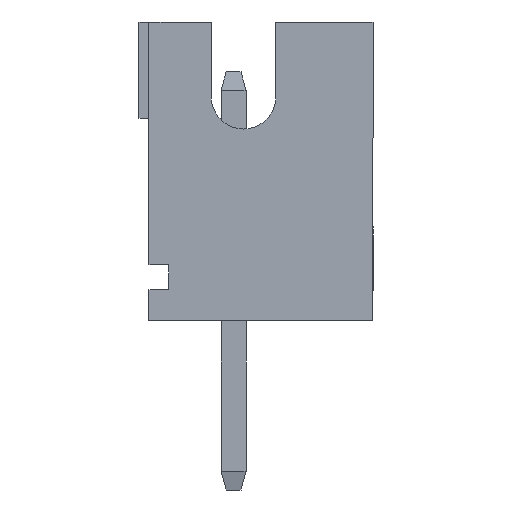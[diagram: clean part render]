
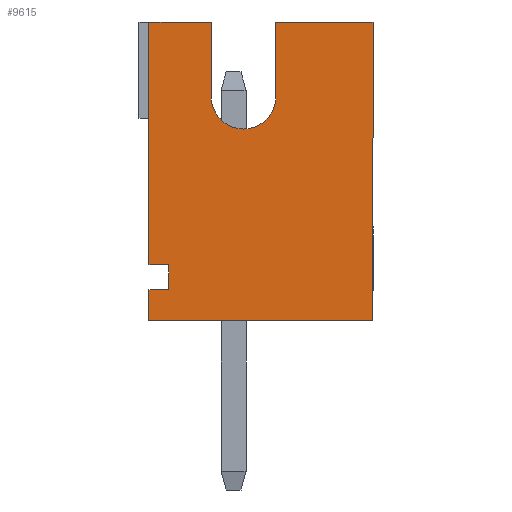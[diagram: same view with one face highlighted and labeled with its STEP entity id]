
A CAD part, left-side view. The second image highlights one B-rep face of the part: STEP entity #9615.
In plain terms, the highlighted planar face has unit normal (-1, 0, 0).
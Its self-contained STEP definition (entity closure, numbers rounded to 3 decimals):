
#19=CIRCLE('',#10121,0.65);
#335=FACE_OUTER_BOUND('',#884,.T.);
#884=EDGE_LOOP('',(#7328,#7329,#7330,#7331,#7332,#7333,#7334,#7335,#7336,
#7337,#7338,#7339));
#1414=LINE('',#13273,#2690);
#1486=LINE('',#13420,#2762);
#1861=LINE('',#14170,#3137);
#1897=LINE('',#14244,#3173);
#1898=LINE('',#14247,#3174);
#1914=LINE('',#14278,#3190);
#1916=LINE('',#14283,#3192);
#1923=LINE('',#14299,#3199);
#1925=LINE('',#14302,#3201);
#1927=LINE('',#14306,#3203);
#1980=LINE('',#14413,#3256);
#2690=VECTOR('',#10883,6.);
#2762=VECTOR('',#10969,4.875);
#3137=VECTOR('',#11582,1.25);
#3173=VECTOR('',#11652,1.95);
#3174=VECTOR('',#11655,4.5);
#3190=VECTOR('',#11689,1.5);
#3192=VECTOR('',#11693,1.5);
#3199=VECTOR('',#11714,0.5);
#3201=VECTOR('',#11718,0.4);
#3203=VECTOR('',#11722,0.4);
#3256=VECTOR('',#11779,0.625);
#3871=VERTEX_POINT('',#13270);
#3872=VERTEX_POINT('',#13272);
#3939=VERTEX_POINT('',#13417);
#3940=VERTEX_POINT('',#13419);
#4196=VERTEX_POINT('',#14169);
#4217=VERTEX_POINT('',#14242);
#4218=VERTEX_POINT('',#14246);
#4224=VERTEX_POINT('',#14276);
#4226=VERTEX_POINT('',#14282);
#4227=VERTEX_POINT('',#14296);
#4228=VERTEX_POINT('',#14298);
#4229=VERTEX_POINT('',#14304);
#4785=EDGE_CURVE('',#3872,#3871,#1414,.T.);
#4857=EDGE_CURVE('',#3939,#3940,#1486,.T.);
#5232=EDGE_CURVE('',#3940,#4196,#1861,.T.);
#5270=EDGE_CURVE('',#4217,#3871,#1897,.T.);
#5271=EDGE_CURVE('',#4218,#3872,#1898,.T.);
#5287=EDGE_CURVE('',#4217,#4224,#1914,.T.);
#5289=EDGE_CURVE('',#4226,#4196,#1916,.T.);
#5292=EDGE_CURVE('',#4224,#4226,#19,.T.);
#5298=EDGE_CURVE('',#4228,#4227,#1923,.T.);
#5300=EDGE_CURVE('',#3939,#4228,#1925,.T.);
#5302=EDGE_CURVE('',#4227,#4229,#1927,.T.);
#5355=EDGE_CURVE('',#4218,#4229,#1980,.T.);
#7328=ORIENTED_EDGE('',*,*,#5289,.T.);
#7329=ORIENTED_EDGE('',*,*,#5232,.F.);
#7330=ORIENTED_EDGE('',*,*,#4857,.F.);
#7331=ORIENTED_EDGE('',*,*,#5300,.T.);
#7332=ORIENTED_EDGE('',*,*,#5298,.T.);
#7333=ORIENTED_EDGE('',*,*,#5302,.T.);
#7334=ORIENTED_EDGE('',*,*,#5355,.F.);
#7335=ORIENTED_EDGE('',*,*,#5271,.T.);
#7336=ORIENTED_EDGE('',*,*,#4785,.T.);
#7337=ORIENTED_EDGE('',*,*,#5270,.F.);
#7338=ORIENTED_EDGE('',*,*,#5287,.T.);
#7339=ORIENTED_EDGE('',*,*,#5292,.T.);
#8602=PLANE('',#10129);
#9615=ADVANCED_FACE('',(#335),#8602,.T.);
#10121=AXIS2_PLACEMENT_3D('',#14287,#11699,#11700);
#10129=AXIS2_PLACEMENT_3D('',#14412,#11777,#11778);
#10883=DIRECTION('',(0.,0.,1.));
#10969=DIRECTION('',(0.,0.,1.));
#11582=DIRECTION('',(0.,-1.,0.));
#11652=DIRECTION('',(0.,-1.,0.));
#11655=DIRECTION('',(0.,-1.,0.));
#11689=DIRECTION('',(0.,0.,-1.));
#11693=DIRECTION('',(0.,0.,1.));
#11699=DIRECTION('center_axis',(1.,0.,0.));
#11700=DIRECTION('ref_axis',(0.,-1.,0.));
#11714=DIRECTION('',(0.,0.,-1.));
#11718=DIRECTION('',(0.,-1.,0.));
#11722=DIRECTION('',(0.,1.,0.));
#11777=DIRECTION('center_axis',(-1.,0.,0.));
#11778=DIRECTION('ref_axis',(0.,-1.,0.));
#11779=DIRECTION('',(0.,0.,1.));
#13270=CARTESIAN_POINT('',(-13.95,-2.8,6.));
#13272=CARTESIAN_POINT('',(-13.95,-2.8,0.));
#13273=CARTESIAN_POINT('',(-13.95,-2.8,0.225));
#13417=CARTESIAN_POINT('',(-13.95,1.7,1.125));
#13419=CARTESIAN_POINT('',(-13.95,1.7,6.));
#13420=CARTESIAN_POINT('',(-13.95,1.7,0.3));
#14169=CARTESIAN_POINT('',(-13.95,0.45,6.));
#14170=CARTESIAN_POINT('',(-13.95,1.7,6.));
#14242=CARTESIAN_POINT('',(-13.95,-0.85,6.));
#14244=CARTESIAN_POINT('',(-13.95,1.7,6.));
#14246=CARTESIAN_POINT('',(-13.95,1.7,0.));
#14247=CARTESIAN_POINT('',(-13.95,1.7,0.));
#14276=CARTESIAN_POINT('',(-13.95,-0.85,4.5));
#14278=CARTESIAN_POINT('',(-13.95,-0.85,3.15));
#14282=CARTESIAN_POINT('',(-13.95,0.45,4.5));
#14283=CARTESIAN_POINT('',(-13.95,0.45,2.4));
#14287=CARTESIAN_POINT('Origin',(-13.95,-0.2,4.5));
#14296=CARTESIAN_POINT('',(-13.95,1.3,0.625));
#14298=CARTESIAN_POINT('',(-13.95,1.3,1.125));
#14299=CARTESIAN_POINT('',(-13.95,1.3,0.713));
#14302=CARTESIAN_POINT('',(-13.95,1.7,1.125));
#14304=CARTESIAN_POINT('',(-13.95,1.7,0.625));
#14306=CARTESIAN_POINT('',(-13.95,1.5,0.625));
#14412=CARTESIAN_POINT('Origin',(-13.95,1.7,0.3));
#14413=CARTESIAN_POINT('',(-13.95,1.7,0.));
